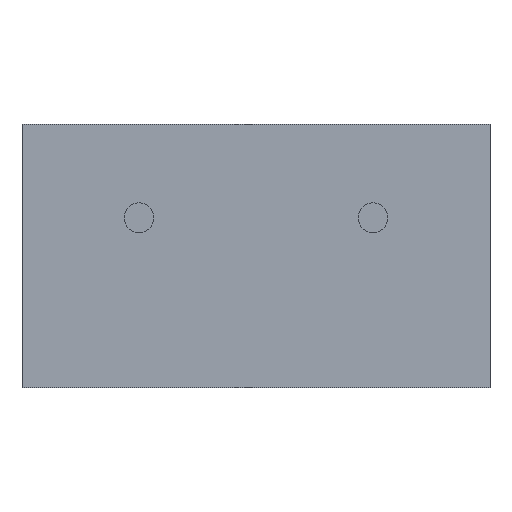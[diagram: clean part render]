
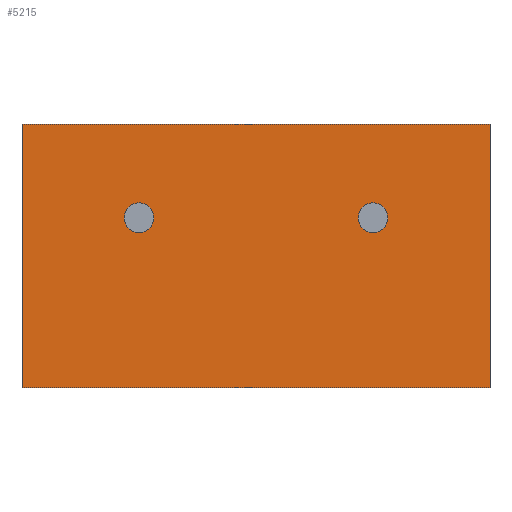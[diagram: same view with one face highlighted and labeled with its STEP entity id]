
A CAD part, front view. The second image highlights one B-rep face of the part: STEP entity #5215.
In plain terms, the highlighted planar face has unit normal (0, -1, 0).
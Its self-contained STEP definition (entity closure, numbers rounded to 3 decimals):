
#55=FACE_BOUND('',#2125,.T.);
#56=FACE_BOUND('',#2126,.T.);
#283=PLANE('',#5576);
#521=LINE('',#7533,#1144);
#786=LINE('',#8147,#1409);
#787=LINE('',#8149,#1410);
#788=LINE('',#8150,#1411);
#1144=VECTOR('',#6065,10.);
#1409=VECTOR('',#6608,10.);
#1410=VECTOR('',#6609,10.);
#1411=VECTOR('',#6610,10.);
#1800=FACE_OUTER_BOUND('',#2124,.T.);
#2124=EDGE_LOOP('',(#4382,#4383,#4384,#4385));
#2125=EDGE_LOOP('',(#4386));
#2126=EDGE_LOOP('',(#4387));
#2312=CIRCLE('',#5432,1.75);
#2328=CIRCLE('',#5509,1.75);
#2490=VERTEX_POINT('',#7500);
#2496=VERTEX_POINT('',#7530);
#2497=VERTEX_POINT('',#7532);
#2600=VERTEX_POINT('',#7859);
#2692=VERTEX_POINT('',#8146);
#2693=VERTEX_POINT('',#8148);
#3020=EDGE_CURVE('',#2490,#2490,#2312,.T.);
#3028=EDGE_CURVE('',#2497,#2496,#521,.T.);
#3180=EDGE_CURVE('',#2600,#2600,#2328,.T.);
#3319=EDGE_CURVE('',#2692,#2496,#786,.T.);
#3320=EDGE_CURVE('',#2693,#2692,#787,.T.);
#3321=EDGE_CURVE('',#2497,#2693,#788,.T.);
#4382=ORIENTED_EDGE('',*,*,#3319,.F.);
#4383=ORIENTED_EDGE('',*,*,#3320,.F.);
#4384=ORIENTED_EDGE('',*,*,#3321,.F.);
#4385=ORIENTED_EDGE('',*,*,#3028,.T.);
#4386=ORIENTED_EDGE('',*,*,#3020,.T.);
#4387=ORIENTED_EDGE('',*,*,#3180,.F.);
#5215=ADVANCED_FACE('',(#1800,#55,#56),#283,.F.);
#5432=AXIS2_PLACEMENT_3D('',#7501,#6049,#6050);
#5509=AXIS2_PLACEMENT_3D('',#7860,#6345,#6346);
#5576=AXIS2_PLACEMENT_3D('',#8145,#6606,#6607);
#6049=DIRECTION('center_axis',(0.,1.,0.));
#6050=DIRECTION('ref_axis',(1.,0.,0.));
#6065=DIRECTION('',(0.,0.,1.));
#6345=DIRECTION('center_axis',(0.,-1.,0.));
#6346=DIRECTION('ref_axis',(-1.,0.,0.));
#6606=DIRECTION('center_axis',(0.,1.,0.));
#6607=DIRECTION('ref_axis',(-1.,0.,0.));
#6608=DIRECTION('',(1.,0.,0.));
#6609=DIRECTION('',(0.,0.,1.));
#6610=DIRECTION('',(-1.,0.,0.));
#7500=CARTESIAN_POINT('',(12.,-32.5,20.));
#7501=CARTESIAN_POINT('Origin',(13.75,-32.5,20.));
#7530=CARTESIAN_POINT('',(27.5,-32.5,31.));
#7532=CARTESIAN_POINT('',(27.5,-32.5,0.));
#7533=CARTESIAN_POINT('',(27.5,-32.5,21.));
#7859=CARTESIAN_POINT('',(-12.,-32.5,20.));
#7860=CARTESIAN_POINT('Origin',(-13.75,-32.5,20.));
#8145=CARTESIAN_POINT('Origin',(27.5,-32.5,0.));
#8146=CARTESIAN_POINT('',(-27.5,-32.5,31.));
#8147=CARTESIAN_POINT('',(27.5,-32.5,31.));
#8148=CARTESIAN_POINT('',(-27.5,-32.5,0.));
#8149=CARTESIAN_POINT('',(-27.5,-32.5,21.));
#8150=CARTESIAN_POINT('',(27.5,-32.5,0.));
